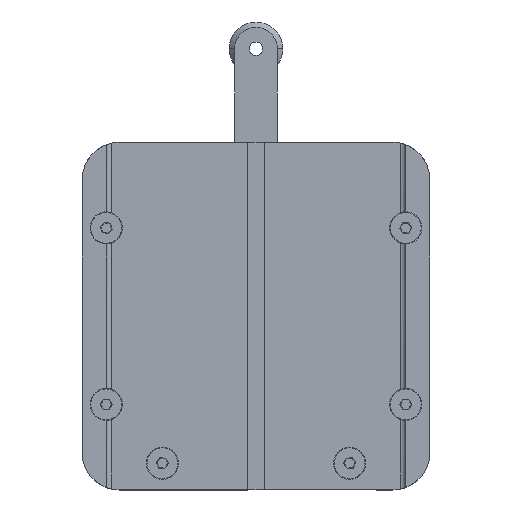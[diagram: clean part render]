
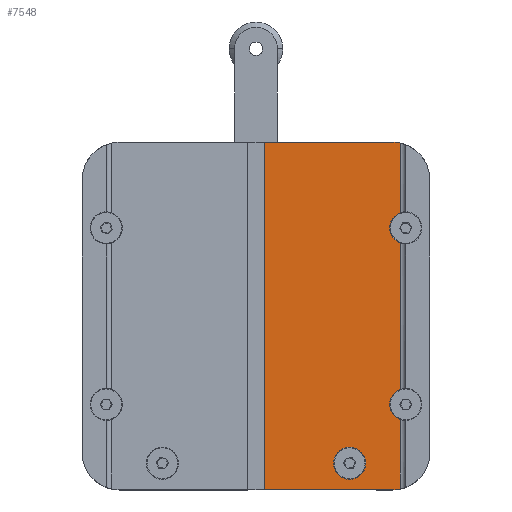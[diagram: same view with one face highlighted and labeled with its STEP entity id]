
A CAD part, front view. The second image highlights one B-rep face of the part: STEP entity #7548.
In plain terms, the highlighted planar face has unit normal (0, -1, 0).
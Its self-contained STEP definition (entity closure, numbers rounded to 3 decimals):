
#83 = ORIENTED_EDGE ( 'NONE', *, *, #5253, .T. ) ;
#118 = CARTESIAN_POINT ( 'NONE',  ( 27., -2.5, 19.328 ) ) ;
#214 = CIRCLE ( 'NONE', #3948, 3. ) ;
#361 = AXIS2_PLACEMENT_3D ( 'NONE', #1779, #6818, #8061 ) ;
#461 = EDGE_CURVE ( 'NONE', #1115, #5707, #214, .T. ) ;
#571 = LINE ( 'NONE', #1066, #7114 ) ;
#582 = CARTESIAN_POINT ( 'NONE',  ( 25., -2.5, 16.5 ) ) ;
#862 = AXIS2_PLACEMENT_3D ( 'NONE', #4422, #6230, #7494 ) ;
#888 = CIRCLE ( 'NONE', #361, 3. ) ;
#953 = CARTESIAN_POINT ( 'NONE',  ( 1.5, -2.5, 32.5 ) ) ;
#1030 = CARTESIAN_POINT ( 'NONE',  ( 20.5, -2.5, -27.5 ) ) ;
#1066 = CARTESIAN_POINT ( 'NONE',  ( 28., -2.5, -32.5 ) ) ;
#1115 = VERTEX_POINT ( 'NONE', #582 ) ;
#1147 = CARTESIAN_POINT ( 'NONE',  ( 17.5, -2.5, -27.5 ) ) ;
#1223 = VERTEX_POINT ( 'NONE', #118 ) ;
#1225 = DIRECTION ( 'NONE',  ( 0., -1., 0. ) ) ;
#1251 = CARTESIAN_POINT ( 'NONE',  ( 28., -2.5, 16.5 ) ) ;
#1472 = ORIENTED_EDGE ( 'NONE', *, *, #7621, .T. ) ;
#1542 = EDGE_CURVE ( 'NONE', #4717, #6100, #6855, .T. ) ;
#1561 = CARTESIAN_POINT ( 'NONE',  ( 0., -2.5, 0. ) ) ;
#1605 = DIRECTION ( 'NONE',  ( -1., 0., 0. ) ) ;
#1618 = AXIS2_PLACEMENT_3D ( 'NONE', #1986, #3263, #2648 ) ;
#1664 = ORIENTED_EDGE ( 'NONE', *, *, #3231, .F. ) ;
#1779 = CARTESIAN_POINT ( 'NONE',  ( 28., -2.5, 16.5 ) ) ;
#1916 = DIRECTION ( 'NONE',  ( 0., -1., 0. ) ) ;
#1952 = VECTOR ( 'NONE', #2763, 1000. ) ;
#1986 = CARTESIAN_POINT ( 'NONE',  ( 28., -2.5, -16.5 ) ) ;
#2000 = LINE ( 'NONE', #5931, #3384 ) ;
#2124 = CARTESIAN_POINT ( 'NONE',  ( 1.5, -2.5, 33. ) ) ;
#2384 = FACE_OUTER_BOUND ( 'NONE', #5341, .T. ) ;
#2466 = EDGE_CURVE ( 'NONE', #7465, #6323, #571, .T. ) ;
#2508 = VECTOR ( 'NONE', #4566, 1000. ) ;
#2555 = CARTESIAN_POINT ( 'NONE',  ( 27., -2.5, 0. ) ) ;
#2648 = DIRECTION ( 'NONE',  ( 0., 0., -1. ) ) ;
#2671 = ORIENTED_EDGE ( 'NONE', *, *, #7476, .T. ) ;
#2694 = CARTESIAN_POINT ( 'NONE',  ( 25.5, -2.5, -25.5 ) ) ;
#2763 = DIRECTION ( 'NONE',  ( 0., 0., -1. ) ) ;
#2775 = CARTESIAN_POINT ( 'NONE',  ( 25.5, -2.5, -32.5 ) ) ;
#2777 = DIRECTION ( 'NONE',  ( 0., 0., -1. ) ) ;
#2867 = ORIENTED_EDGE ( 'NONE', *, *, #461, .F. ) ;
#3026 = VECTOR ( 'NONE', #1605, 1000. ) ;
#3073 = CARTESIAN_POINT ( 'NONE',  ( 27., -2.5, -32.337 ) ) ;
#3218 = DIRECTION ( 'NONE',  ( 0., 0., -1. ) ) ;
#3229 = LINE ( 'NONE', #3737, #5700 ) ;
#3231 = EDGE_CURVE ( 'NONE', #5814, #7604, #6113, .T. ) ;
#3263 = DIRECTION ( 'NONE',  ( 0., -1., 0. ) ) ;
#3384 = VECTOR ( 'NONE', #6544, 1000. ) ;
#3568 = CARTESIAN_POINT ( 'NONE',  ( 27., -2.5, 32.337 ) ) ;
#3590 = ORIENTED_EDGE ( 'NONE', *, *, #4737, .F. ) ;
#3631 = LINE ( 'NONE', #2124, #1952 ) ;
#3735 = VERTEX_POINT ( 'NONE', #3568 ) ;
#3737 = CARTESIAN_POINT ( 'NONE',  ( 27., -2.5, 0. ) ) ;
#3793 = ORIENTED_EDGE ( 'NONE', *, *, #4114, .F. ) ;
#3839 = CARTESIAN_POINT ( 'NONE',  ( 25., -2.5, -16.5 ) ) ;
#3948 = AXIS2_PLACEMENT_3D ( 'NONE', #1251, #1225, #5659 ) ;
#3982 = AXIS2_PLACEMENT_3D ( 'NONE', #1561, #7226, #7911 ) ;
#4027 = DIRECTION ( 'NONE',  ( 0., -1., 0. ) ) ;
#4067 = CIRCLE ( 'NONE', #862, 3. ) ;
#4114 = EDGE_CURVE ( 'NONE', #6671, #7889, #4067, .T. ) ;
#4125 = CARTESIAN_POINT ( 'NONE',  ( 27., -2.5, -19.328 ) ) ;
#4224 = DIRECTION ( 'NONE',  ( 1., 0., 0. ) ) ;
#4315 = CARTESIAN_POINT ( 'NONE',  ( 1.5, -2.5, -32.5 ) ) ;
#4401 = CIRCLE ( 'NONE', #7666, 7. ) ;
#4422 = CARTESIAN_POINT ( 'NONE',  ( 28., -2.5, -16.5 ) ) ;
#4556 = ORIENTED_EDGE ( 'NONE', *, *, #2466, .T. ) ;
#4566 = DIRECTION ( 'NONE',  ( 0., 0., 1. ) ) ;
#4652 = DIRECTION ( 'NONE',  ( 0., 0., -1. ) ) ;
#4717 = VERTEX_POINT ( 'NONE', #3073 ) ;
#4727 = PLANE ( 'NONE',  #3982 ) ;
#4737 = EDGE_CURVE ( 'NONE', #1223, #1115, #888, .T. ) ;
#4755 = ORIENTED_EDGE ( 'NONE', *, *, #6530, .F. ) ;
#4767 = CARTESIAN_POINT ( 'NONE',  ( 14.5, -2.5, -27.5 ) ) ;
#4880 = CARTESIAN_POINT ( 'NONE',  ( 28., -2.5, 32.5 ) ) ;
#4920 = LINE ( 'NONE', #4880, #3026 ) ;
#4958 = DIRECTION ( 'NONE',  ( 0., 0., -1. ) ) ;
#4971 = DIRECTION ( 'NONE',  ( 0., 0., 1. ) ) ;
#5072 = CARTESIAN_POINT ( 'NONE',  ( 17.5, -2.5, -27.5 ) ) ;
#5100 = EDGE_CURVE ( 'NONE', #7604, #5814, #6631, .T. ) ;
#5253 = EDGE_CURVE ( 'NONE', #1223, #3735, #2000, .T. ) ;
#5262 = CARTESIAN_POINT ( 'NONE',  ( 25.5, -2.5, 25.5 ) ) ;
#5341 = EDGE_LOOP ( 'NONE', ( #3590, #83, #1472, #5910, #6931, #4556, #2671, #7147, #4755, #3793, #7160, #2867 ) ) ;
#5370 = FACE_BOUND ( 'NONE', #5682, .T. ) ;
#5593 = AXIS2_PLACEMENT_3D ( 'NONE', #1147, #5665, #4958 ) ;
#5659 = DIRECTION ( 'NONE',  ( 0., 0., -1. ) ) ;
#5665 = DIRECTION ( 'NONE',  ( 0., -1., 0. ) ) ;
#5682 = EDGE_LOOP ( 'NONE', ( #5868, #1664 ) ) ;
#5700 = VECTOR ( 'NONE', #4971, 1000. ) ;
#5707 = VERTEX_POINT ( 'NONE', #7016 ) ;
#5797 = CIRCLE ( 'NONE', #1618, 3. ) ;
#5814 = VERTEX_POINT ( 'NONE', #4767 ) ;
#5868 = ORIENTED_EDGE ( 'NONE', *, *, #5100, .F. ) ;
#5881 = EDGE_CURVE ( 'NONE', #7806, #6209, #4920, .T. ) ;
#5910 = ORIENTED_EDGE ( 'NONE', *, *, #5881, .T. ) ;
#5931 = CARTESIAN_POINT ( 'NONE',  ( 27., -2.5, 0. ) ) ;
#6100 = VERTEX_POINT ( 'NONE', #4125 ) ;
#6113 = CIRCLE ( 'NONE', #5593, 3. ) ;
#6209 = VERTEX_POINT ( 'NONE', #953 ) ;
#6229 = EDGE_CURVE ( 'NONE', #6209, #7465, #3631, .T. ) ;
#6230 = DIRECTION ( 'NONE',  ( 0., -1., 0. ) ) ;
#6323 = VERTEX_POINT ( 'NONE', #2775 ) ;
#6508 = AXIS2_PLACEMENT_3D ( 'NONE', #5072, #1916, #3218 ) ;
#6518 = EDGE_CURVE ( 'NONE', #6671, #5707, #3229, .T. ) ;
#6530 = EDGE_CURVE ( 'NONE', #7889, #6100, #5797, .T. ) ;
#6544 = DIRECTION ( 'NONE',  ( 0., 0., 1. ) ) ;
#6631 = CIRCLE ( 'NONE', #6508, 3. ) ;
#6648 = CIRCLE ( 'NONE', #8046, 7. ) ;
#6671 = VERTEX_POINT ( 'NONE', #7662 ) ;
#6801 = CARTESIAN_POINT ( 'NONE',  ( 25.5, -2.5, 32.5 ) ) ;
#6818 = DIRECTION ( 'NONE',  ( 0., -1., 0. ) ) ;
#6855 = LINE ( 'NONE', #2555, #2508 ) ;
#6931 = ORIENTED_EDGE ( 'NONE', *, *, #6229, .T. ) ;
#7016 = CARTESIAN_POINT ( 'NONE',  ( 27., -2.5, 13.672 ) ) ;
#7112 = DIRECTION ( 'NONE',  ( 0., -1., 0. ) ) ;
#7114 = VECTOR ( 'NONE', #4224, 1000. ) ;
#7147 = ORIENTED_EDGE ( 'NONE', *, *, #1542, .T. ) ;
#7160 = ORIENTED_EDGE ( 'NONE', *, *, #6518, .T. ) ;
#7226 = DIRECTION ( 'NONE',  ( 0., -1., 0. ) ) ;
#7465 = VERTEX_POINT ( 'NONE', #4315 ) ;
#7476 = EDGE_CURVE ( 'NONE', #6323, #4717, #4401, .T. ) ;
#7494 = DIRECTION ( 'NONE',  ( 0., 0., -1. ) ) ;
#7548 = ADVANCED_FACE ( 'NONE', ( #5370, #2384 ), #4727, .T. ) ;
#7604 = VERTEX_POINT ( 'NONE', #1030 ) ;
#7621 = EDGE_CURVE ( 'NONE', #3735, #7806, #6648, .T. ) ;
#7662 = CARTESIAN_POINT ( 'NONE',  ( 27., -2.5, -13.672 ) ) ;
#7666 = AXIS2_PLACEMENT_3D ( 'NONE', #2694, #7112, #4652 ) ;
#7806 = VERTEX_POINT ( 'NONE', #6801 ) ;
#7889 = VERTEX_POINT ( 'NONE', #3839 ) ;
#7911 = DIRECTION ( 'NONE',  ( 0., 0., -1. ) ) ;
#8046 = AXIS2_PLACEMENT_3D ( 'NONE', #5262, #4027, #2777 ) ;
#8061 = DIRECTION ( 'NONE',  ( 0., 0., -1. ) ) ;
